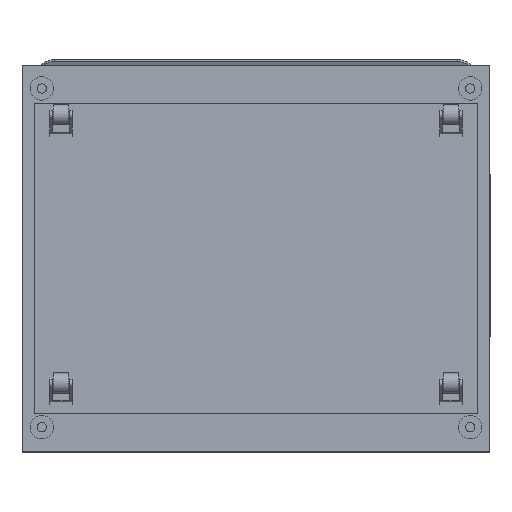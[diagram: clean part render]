
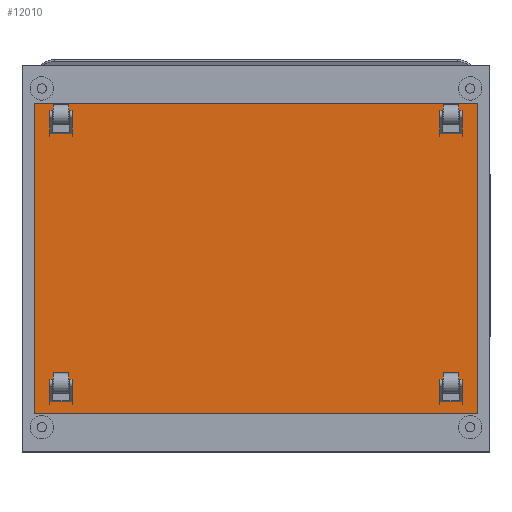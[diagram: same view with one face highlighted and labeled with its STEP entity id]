
A CAD part, front view. The second image highlights one B-rep face of the part: STEP entity #12010.
In plain terms, the highlighted planar face has unit normal (0, -1, 0).
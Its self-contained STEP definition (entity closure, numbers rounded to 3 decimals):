
#76 = EDGE_CURVE ( 'NONE', #3780, #1754, #1650, .T. ) ;
#703 = CARTESIAN_POINT ( 'NONE',  ( -378.8, -325.3, 265.05 ) ) ;
#1260 = CARTESIAN_POINT ( 'NONE',  ( 378.8, -325.3, -265.05 ) ) ;
#1650 = LINE ( 'NONE', #9592, #4648 ) ;
#1754 = VERTEX_POINT ( 'NONE', #1260 ) ;
#2025 = DIRECTION ( 'NONE',  ( 0., 0., -1. ) ) ;
#2198 = EDGE_CURVE ( 'NONE', #1754, #3608, #14525, .T. ) ;
#2414 = DIRECTION ( 'NONE',  ( 0., 0., 1. ) ) ;
#2821 = DIRECTION ( 'NONE',  ( -1., 0., 0. ) ) ;
#3608 = VERTEX_POINT ( 'NONE', #15160 ) ;
#3780 = VERTEX_POINT ( 'NONE', #7640 ) ;
#4648 = VECTOR ( 'NONE', #8307, 1000. ) ;
#5324 = VECTOR ( 'NONE', #2025, 1000. ) ;
#5919 = ORIENTED_EDGE ( 'NONE', *, *, #2198, .T. ) ;
#6810 = EDGE_CURVE ( 'NONE', #15387, #3780, #8977, .T. ) ;
#7640 = CARTESIAN_POINT ( 'NONE',  ( -378.8, -325.3, -265.05 ) ) ;
#8307 = DIRECTION ( 'NONE',  ( 1., 0., 0. ) ) ;
#8770 = ORIENTED_EDGE ( 'NONE', *, *, #15620, .T. ) ;
#8908 = PLANE ( 'NONE',  #11668 ) ;
#8936 = CARTESIAN_POINT ( 'NONE',  ( -378.8, -325.3, 265.05 ) ) ;
#8977 = LINE ( 'NONE', #703, #5324 ) ;
#9592 = CARTESIAN_POINT ( 'NONE',  ( -378.8, -325.3, -265.05 ) ) ;
#10189 = VECTOR ( 'NONE', #2821, 1000. ) ;
#10295 = CARTESIAN_POINT ( 'NONE',  ( 0., -325.3, 0. ) ) ;
#10402 = DIRECTION ( 'NONE',  ( 0., 0., -1. ) ) ;
#10530 = ORIENTED_EDGE ( 'NONE', *, *, #76, .T. ) ;
#11216 = LINE ( 'NONE', #15013, #10189 ) ;
#11668 = AXIS2_PLACEMENT_3D ( 'NONE', #10295, #17118, #10402 ) ;
#12010 = ADVANCED_FACE ( 'NONE', ( #13396 ), #8908, .T. ) ;
#12263 = ORIENTED_EDGE ( 'NONE', *, *, #6810, .T. ) ;
#13396 = FACE_OUTER_BOUND ( 'NONE', #15871, .T. ) ;
#14477 = CARTESIAN_POINT ( 'NONE',  ( 378.8, -325.3, 265.05 ) ) ;
#14525 = LINE ( 'NONE', #14477, #14741 ) ;
#14741 = VECTOR ( 'NONE', #2414, 1000. ) ;
#15013 = CARTESIAN_POINT ( 'NONE',  ( -378.8, -325.3, 265.05 ) ) ;
#15160 = CARTESIAN_POINT ( 'NONE',  ( 378.8, -325.3, 265.05 ) ) ;
#15387 = VERTEX_POINT ( 'NONE', #8936 ) ;
#15620 = EDGE_CURVE ( 'NONE', #3608, #15387, #11216, .T. ) ;
#15871 = EDGE_LOOP ( 'NONE', ( #5919, #8770, #12263, #10530 ) ) ;
#17118 = DIRECTION ( 'NONE',  ( 0., -1., 0. ) ) ;
